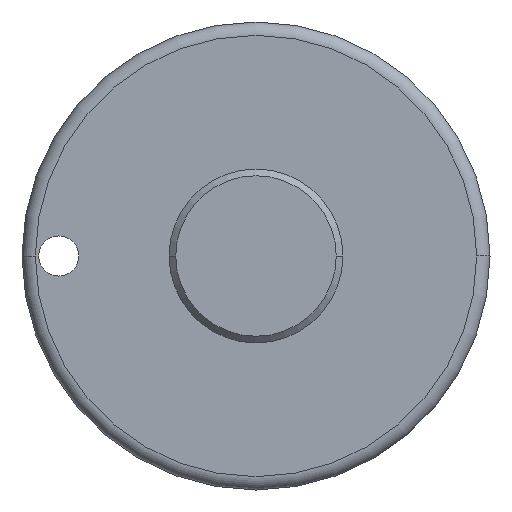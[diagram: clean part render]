
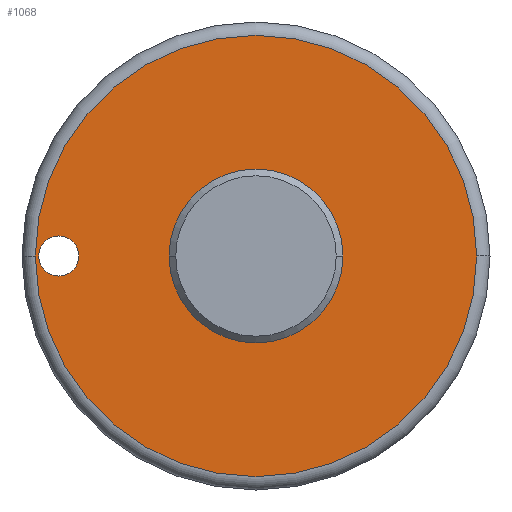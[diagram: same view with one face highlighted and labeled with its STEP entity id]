
A CAD part, left-side view. The second image highlights one B-rep face of the part: STEP entity #1068.
In plain terms, the highlighted planar face has unit normal (-1, 0, 0).
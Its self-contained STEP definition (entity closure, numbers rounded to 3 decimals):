
#26 = DIRECTION ( 'NONE',  ( 0., 1., 0. ) ) ;
#28 = ORIENTED_EDGE ( 'NONE', *, *, #36, .T. ) ;
#33 = VERTEX_POINT ( 'NONE', #416 ) ;
#36 = EDGE_CURVE ( 'NONE', #290, #450, #832, .T. ) ;
#61 = EDGE_CURVE ( 'NONE', #411, #33, #432, .T. ) ;
#68 = AXIS2_PLACEMENT_3D ( 'NONE', #680, #829, #672 ) ;
#102 = CARTESIAN_POINT ( 'NONE',  ( -81.681, 13.971, 0. ) ) ;
#200 = DIRECTION ( 'NONE',  ( 0., -1., 0. ) ) ;
#209 = FACE_BOUND ( 'NONE', #394, .T. ) ;
#222 = FACE_BOUND ( 'NONE', #621, .T. ) ;
#245 = EDGE_LOOP ( 'NONE', ( #28, #441 ) ) ;
#247 = ORIENTED_EDGE ( 'NONE', *, *, #61, .F. ) ;
#281 = EDGE_CURVE ( 'NONE', #779, #361, #842, .T. ) ;
#282 = DIRECTION ( 'NONE',  ( 0., 1., 0. ) ) ;
#288 = AXIS2_PLACEMENT_3D ( 'NONE', #712, #706, #282 ) ;
#290 = VERTEX_POINT ( 'NONE', #427 ) ;
#302 = CARTESIAN_POINT ( 'NONE',  ( -81.681, 0.721, 0. ) ) ;
#339 = AXIS2_PLACEMENT_3D ( 'NONE', #780, #536, #714 ) ;
#348 = AXIS2_PLACEMENT_3D ( 'NONE', #851, #717, #772 ) ;
#354 = AXIS2_PLACEMENT_3D ( 'NONE', #1065, #1055, #26 ) ;
#361 = VERTEX_POINT ( 'NONE', #102 ) ;
#394 = EDGE_LOOP ( 'NONE', ( #247, #1006 ) ) ;
#409 = ORIENTED_EDGE ( 'NONE', *, *, #1067, .T. ) ;
#411 = VERTEX_POINT ( 'NONE', #445 ) ;
#416 = CARTESIAN_POINT ( 'NONE',  ( -81.681, 7.221, 0. ) ) ;
#427 = CARTESIAN_POINT ( 'NONE',  ( -81.681, 17.221, 0. ) ) ;
#432 = CIRCLE ( 'NONE', #348, 6.5 ) ;
#441 = ORIENTED_EDGE ( 'NONE', *, *, #771, .T. ) ;
#445 = CARTESIAN_POINT ( 'NONE',  ( -81.681, -5.779, 0. ) ) ;
#446 = AXIS2_PLACEMENT_3D ( 'NONE', #302, #802, #200 ) ;
#450 = VERTEX_POINT ( 'NONE', #644 ) ;
#536 = DIRECTION ( 'NONE',  ( 1., 0., 0. ) ) ;
#564 = CIRCLE ( 'NONE', #446, 6.5 ) ;
#621 = EDGE_LOOP ( 'NONE', ( #634, #409 ) ) ;
#634 = ORIENTED_EDGE ( 'NONE', *, *, #281, .T. ) ;
#644 = CARTESIAN_POINT ( 'NONE',  ( -81.681, -15.779, 0. ) ) ;
#672 = DIRECTION ( 'NONE',  ( 0., 1., 0. ) ) ;
#680 = CARTESIAN_POINT ( 'NONE',  ( -81.681, 0.721, 0. ) ) ;
#706 = DIRECTION ( 'NONE',  ( 1., 0., 0. ) ) ;
#712 = CARTESIAN_POINT ( 'NONE',  ( -81.681, 15.471, 0. ) ) ;
#714 = DIRECTION ( 'NONE',  ( 0., 1., 0. ) ) ;
#717 = DIRECTION ( 'NONE',  ( -1., 0., 0. ) ) ;
#751 = DIRECTION ( 'NONE',  ( 0., 1., 0. ) ) ;
#771 = EDGE_CURVE ( 'NONE', #450, #290, #963, .T. ) ;
#772 = DIRECTION ( 'NONE',  ( 0., -1., 0. ) ) ;
#779 = VERTEX_POINT ( 'NONE', #800 ) ;
#780 = CARTESIAN_POINT ( 'NONE',  ( -81.681, 15.471, 0. ) ) ;
#800 = CARTESIAN_POINT ( 'NONE',  ( -81.681, 16.971, 0. ) ) ;
#802 = DIRECTION ( 'NONE',  ( -1., 0., 0. ) ) ;
#829 = DIRECTION ( 'NONE',  ( -1., 0., 0. ) ) ;
#832 = CIRCLE ( 'NONE', #955, 16.5 ) ;
#842 = CIRCLE ( 'NONE', #339, 1.5 ) ;
#851 = CARTESIAN_POINT ( 'NONE',  ( -81.681, 0.721, 0. ) ) ;
#898 = EDGE_CURVE ( 'NONE', #33, #411, #564, .T. ) ;
#937 = FACE_OUTER_BOUND ( 'NONE', #245, .T. ) ;
#954 = CIRCLE ( 'NONE', #288, 1.5 ) ;
#955 = AXIS2_PLACEMENT_3D ( 'NONE', #1041, #1030, #751 ) ;
#963 = CIRCLE ( 'NONE', #68, 16.5 ) ;
#1004 = PLANE ( 'NONE',  #354 ) ;
#1006 = ORIENTED_EDGE ( 'NONE', *, *, #898, .F. ) ;
#1030 = DIRECTION ( 'NONE',  ( -1., 0., 0. ) ) ;
#1041 = CARTESIAN_POINT ( 'NONE',  ( -81.681, 0.721, 0. ) ) ;
#1055 = DIRECTION ( 'NONE',  ( 1., 0., 0. ) ) ;
#1065 = CARTESIAN_POINT ( 'NONE',  ( -81.681, 18.221, 0. ) ) ;
#1067 = EDGE_CURVE ( 'NONE', #361, #779, #954, .T. ) ;
#1068 = ADVANCED_FACE ( 'NONE', ( #222, #937, #209 ), #1004, .F. ) ;
